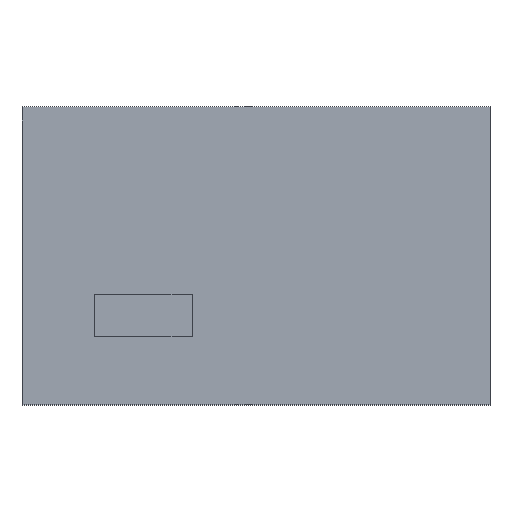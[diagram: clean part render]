
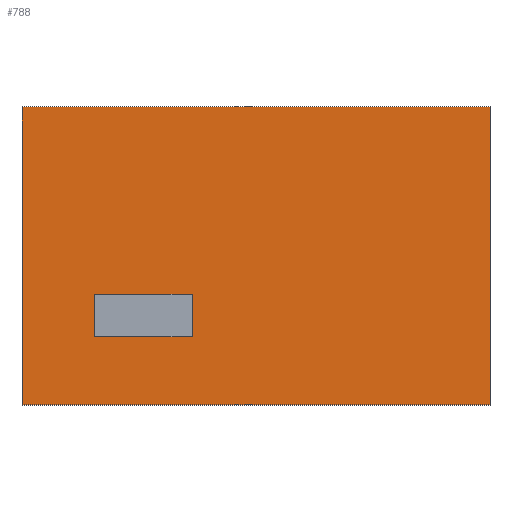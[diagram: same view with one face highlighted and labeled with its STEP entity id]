
A CAD part, top view. The second image highlights one B-rep face of the part: STEP entity #788.
In plain terms, the highlighted planar face has unit normal (0, 0, 1).
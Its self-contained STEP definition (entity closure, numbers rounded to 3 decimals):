
#14=FACE_BOUND('',#137,.T.);
#94=FACE_OUTER_BOUND('',#136,.T.);
#136=EDGE_LOOP('',(#669,#670,#671,#672));
#137=EDGE_LOOP('',(#673,#674,#675,#676));
#145=LINE('',#1035,#244);
#149=LINE('',#1043,#248);
#152=LINE('',#1049,#251);
#155=LINE('',#1054,#254);
#234=LINE('',#1220,#333);
#237=LINE('',#1226,#336);
#240=LINE('',#1232,#339);
#243=LINE('',#1236,#342);
#244=VECTOR('',#850,10.);
#248=VECTOR('',#856,10.);
#251=VECTOR('',#861,10.);
#254=VECTOR('',#866,10.);
#333=VECTOR('',#1011,10.);
#336=VECTOR('',#1016,10.);
#339=VECTOR('',#1021,10.);
#342=VECTOR('',#1026,10.);
#343=VERTEX_POINT('',#1033);
#344=VERTEX_POINT('',#1034);
#347=VERTEX_POINT('',#1042);
#349=VERTEX_POINT('',#1048);
#403=VERTEX_POINT('',#1217);
#404=VERTEX_POINT('',#1219);
#406=VERTEX_POINT('',#1225);
#408=VERTEX_POINT('',#1231);
#409=EDGE_CURVE('',#343,#344,#145,.T.);
#413=EDGE_CURVE('',#347,#343,#149,.T.);
#416=EDGE_CURVE('',#349,#347,#152,.T.);
#419=EDGE_CURVE('',#344,#349,#155,.T.);
#498=EDGE_CURVE('',#404,#403,#234,.T.);
#501=EDGE_CURVE('',#406,#404,#237,.T.);
#504=EDGE_CURVE('',#408,#406,#240,.T.);
#507=EDGE_CURVE('',#403,#408,#243,.T.);
#669=ORIENTED_EDGE('',*,*,#507,.T.);
#670=ORIENTED_EDGE('',*,*,#504,.T.);
#671=ORIENTED_EDGE('',*,*,#501,.T.);
#672=ORIENTED_EDGE('',*,*,#498,.T.);
#673=ORIENTED_EDGE('',*,*,#409,.T.);
#674=ORIENTED_EDGE('',*,*,#419,.T.);
#675=ORIENTED_EDGE('',*,*,#416,.T.);
#676=ORIENTED_EDGE('',*,*,#413,.T.);
#746=PLANE('',#844);
#788=ADVANCED_FACE('',(#94,#14),#746,.T.);
#844=AXIS2_PLACEMENT_3D('',#1237,#1027,#1028);
#850=DIRECTION('',(-1.,0.,0.));
#856=DIRECTION('',(0.,-1.,0.));
#861=DIRECTION('',(1.,0.,0.));
#866=DIRECTION('',(0.,1.,0.));
#1011=DIRECTION('',(-1.,0.,0.));
#1016=DIRECTION('',(0.,1.,0.));
#1021=DIRECTION('',(1.,0.,0.));
#1026=DIRECTION('',(0.,-1.,0.));
#1027=DIRECTION('center_axis',(0.,0.,1.));
#1028=DIRECTION('ref_axis',(1.,0.,0.));
#1033=CARTESIAN_POINT('',(-0.15,-0.19,0.37));
#1034=CARTESIAN_POINT('',(-0.38,-0.19,0.37));
#1035=CARTESIAN_POINT('',(-0.075,-0.19,0.37));
#1042=CARTESIAN_POINT('',(-0.15,-0.09,0.37));
#1043=CARTESIAN_POINT('',(-0.15,-0.045,0.37));
#1048=CARTESIAN_POINT('',(-0.38,-0.09,0.37));
#1049=CARTESIAN_POINT('',(-0.19,-0.09,0.37));
#1054=CARTESIAN_POINT('',(-0.38,-0.095,0.37));
#1217=CARTESIAN_POINT('',(-0.55,0.35,0.37));
#1219=CARTESIAN_POINT('',(0.55,0.35,0.37));
#1220=CARTESIAN_POINT('',(-0.55,0.35,0.37));
#1225=CARTESIAN_POINT('',(0.55,-0.35,0.37));
#1226=CARTESIAN_POINT('',(0.55,0.35,0.37));
#1231=CARTESIAN_POINT('',(-0.55,-0.35,0.37));
#1232=CARTESIAN_POINT('',(0.55,-0.35,0.37));
#1236=CARTESIAN_POINT('',(-0.55,-0.35,0.37));
#1237=CARTESIAN_POINT('Origin',(0.,0.,0.37));
